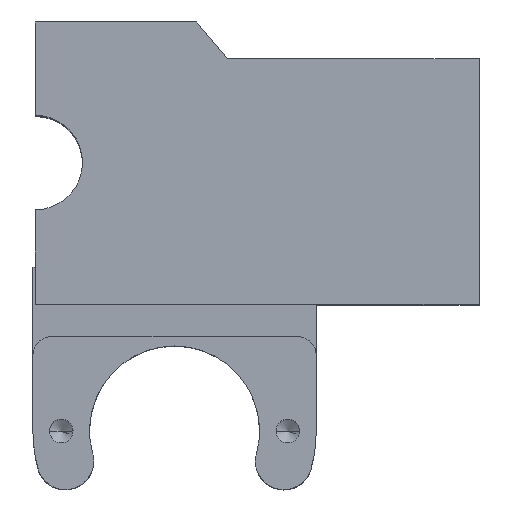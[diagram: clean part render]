
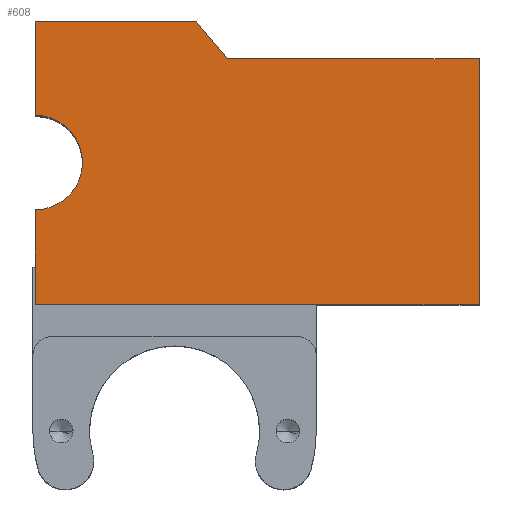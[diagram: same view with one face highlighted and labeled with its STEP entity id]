
A CAD part, top view. The second image highlights one B-rep face of the part: STEP entity #608.
In plain terms, the highlighted face is planar.
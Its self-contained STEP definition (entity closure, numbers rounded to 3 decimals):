
#76 = EDGE_CURVE ( 'NONE', #191, #1371, #2112, .T. ) ;
#165 = EDGE_LOOP ( 'NONE', ( #1436, #3472, #766, #4149, #3524, #4436, #3713, #2432, #2950 ) ) ;
#191 = VERTEX_POINT ( 'NONE', #1107 ) ;
#270 = EDGE_CURVE ( 'NONE', #3979, #1371, #4307, .T. ) ;
#361 = VERTEX_POINT ( 'NONE', #1922 ) ;
#397 = CARTESIAN_POINT ( 'NONE',  ( 65.5, -7.981, -19.284 ) ) ;
#414 = CARTESIAN_POINT ( 'NONE',  ( 65.5, 11., -3.356 ) ) ;
#498 = CARTESIAN_POINT ( 'NONE',  ( 65.5, 11., -30. ) ) ;
#608 = ADVANCED_FACE ( 'NONE', ( #2436 ), #1377, .T. ) ;
#610 = VECTOR ( 'NONE', #4455, 1000. ) ;
#671 = CARTESIAN_POINT ( 'NONE',  ( 65.5, 11., -30. ) ) ;
#687 = DIRECTION ( 'NONE',  ( 0., 0., -1. ) ) ;
#766 = ORIENTED_EDGE ( 'NONE', *, *, #2047, .T. ) ;
#880 = DIRECTION ( 'NONE',  ( 0., -1., 0. ) ) ;
#998 = CARTESIAN_POINT ( 'NONE',  ( 65.5, 0., 12. ) ) ;
#1002 = DIRECTION ( 'NONE',  ( 0., -1., 0. ) ) ;
#1037 = VECTOR ( 'NONE', #880, 1000. ) ;
#1076 = DIRECTION ( 'NONE',  ( 0., 0.766, 0.643 ) ) ;
#1081 = LINE ( 'NONE', #3197, #2326 ) ;
#1107 = CARTESIAN_POINT ( 'NONE',  ( 65.5, -5., 17. ) ) ;
#1124 = DIRECTION ( 'NONE',  ( 0., 0., 1. ) ) ;
#1177 = EDGE_CURVE ( 'NONE', #3979, #2344, #4571, .T. ) ;
#1196 = DIRECTION ( 'NONE',  ( 0., 0., -1. ) ) ;
#1256 = VECTOR ( 'NONE', #1076, 1000. ) ;
#1308 = VECTOR ( 'NONE', #1002, 1000. ) ;
#1343 = LINE ( 'NONE', #3985, #4289 ) ;
#1371 = VERTEX_POINT ( 'NONE', #2279 ) ;
#1377 = PLANE ( 'NONE',  #1696 ) ;
#1404 = CARTESIAN_POINT ( 'NONE',  ( 65.5, 0., 17. ) ) ;
#1436 = ORIENTED_EDGE ( 'NONE', *, *, #2461, .T. ) ;
#1691 = CARTESIAN_POINT ( 'NONE',  ( 65.5, 11., 17. ) ) ;
#1696 = AXIS2_PLACEMENT_3D ( 'NONE', #671, #2752, #3535 ) ;
#1797 = AXIS2_PLACEMENT_3D ( 'NONE', #1404, #2792, #687 ) ;
#1854 = CIRCLE ( 'NONE', #3366, 5. ) ;
#1869 = LINE ( 'NONE', #397, #1256 ) ;
#1922 = CARTESIAN_POINT ( 'NONE',  ( 65.5, 14.887, -0.095 ) ) ;
#1928 = CARTESIAN_POINT ( 'NONE',  ( 65.5, 11., -30. ) ) ;
#2047 = EDGE_CURVE ( 'NONE', #4489, #3921, #3750, .T. ) ;
#2112 = LINE ( 'NONE', #1691, #1308 ) ;
#2129 = DIRECTION ( 'NONE',  ( 0., 0., 1. ) ) ;
#2202 = CARTESIAN_POINT ( 'NONE',  ( 65.5, 14.887, 17. ) ) ;
#2279 = CARTESIAN_POINT ( 'NONE',  ( 65.5, -15., 17. ) ) ;
#2326 = VECTOR ( 'NONE', #2129, 1000. ) ;
#2344 = VERTEX_POINT ( 'NONE', #1928 ) ;
#2415 = VERTEX_POINT ( 'NONE', #998 ) ;
#2432 = ORIENTED_EDGE ( 'NONE', *, *, #1177, .T. ) ;
#2436 = FACE_OUTER_BOUND ( 'NONE', #165, .T. ) ;
#2461 = EDGE_CURVE ( 'NONE', #4059, #361, #1869, .T. ) ;
#2487 = EDGE_CURVE ( 'NONE', #191, #2415, #3404, .T. ) ;
#2752 = DIRECTION ( 'NONE',  ( 1., 0., 0. ) ) ;
#2792 = DIRECTION ( 'NONE',  ( 1., 0., 0. ) ) ;
#2950 = ORIENTED_EDGE ( 'NONE', *, *, #4061, .T. ) ;
#3165 = CARTESIAN_POINT ( 'NONE',  ( 65.5, 5., 17. ) ) ;
#3179 = CARTESIAN_POINT ( 'NONE',  ( 65.5, -15., -30. ) ) ;
#3197 = CARTESIAN_POINT ( 'NONE',  ( 65.5, 14.887, -30. ) ) ;
#3243 = CARTESIAN_POINT ( 'NONE',  ( 65.5, -15., -3.356 ) ) ;
#3366 = AXIS2_PLACEMENT_3D ( 'NONE', #4069, #4020, #1196 ) ;
#3404 = CIRCLE ( 'NONE', #1797, 5. ) ;
#3442 = EDGE_CURVE ( 'NONE', #361, #4489, #1081, .T. ) ;
#3472 = ORIENTED_EDGE ( 'NONE', *, *, #3442, .T. ) ;
#3524 = ORIENTED_EDGE ( 'NONE', *, *, #2487, .F. ) ;
#3535 = DIRECTION ( 'NONE',  ( 0., 0., -1. ) ) ;
#3656 = DIRECTION ( 'NONE',  ( 0., 0., 1. ) ) ;
#3666 = EDGE_CURVE ( 'NONE', #2415, #3921, #1854, .T. ) ;
#3713 = ORIENTED_EDGE ( 'NONE', *, *, #270, .F. ) ;
#3727 = CARTESIAN_POINT ( 'NONE',  ( 65.5, 11., 17. ) ) ;
#3750 = LINE ( 'NONE', #3727, #1037 ) ;
#3921 = VERTEX_POINT ( 'NONE', #3165 ) ;
#3979 = VERTEX_POINT ( 'NONE', #3179 ) ;
#3985 = CARTESIAN_POINT ( 'NONE',  ( 65.5, 11., -30. ) ) ;
#4020 = DIRECTION ( 'NONE',  ( 1., 0., 0. ) ) ;
#4059 = VERTEX_POINT ( 'NONE', #414 ) ;
#4061 = EDGE_CURVE ( 'NONE', #2344, #4059, #1343, .T. ) ;
#4069 = CARTESIAN_POINT ( 'NONE',  ( 65.5, 0., 17. ) ) ;
#4149 = ORIENTED_EDGE ( 'NONE', *, *, #3666, .F. ) ;
#4242 = VECTOR ( 'NONE', #1124, 1000. ) ;
#4289 = VECTOR ( 'NONE', #3656, 1000. ) ;
#4307 = LINE ( 'NONE', #3243, #4242 ) ;
#4436 = ORIENTED_EDGE ( 'NONE', *, *, #76, .T. ) ;
#4455 = DIRECTION ( 'NONE',  ( 0., 1., 0. ) ) ;
#4489 = VERTEX_POINT ( 'NONE', #2202 ) ;
#4571 = LINE ( 'NONE', #498, #610 ) ;
